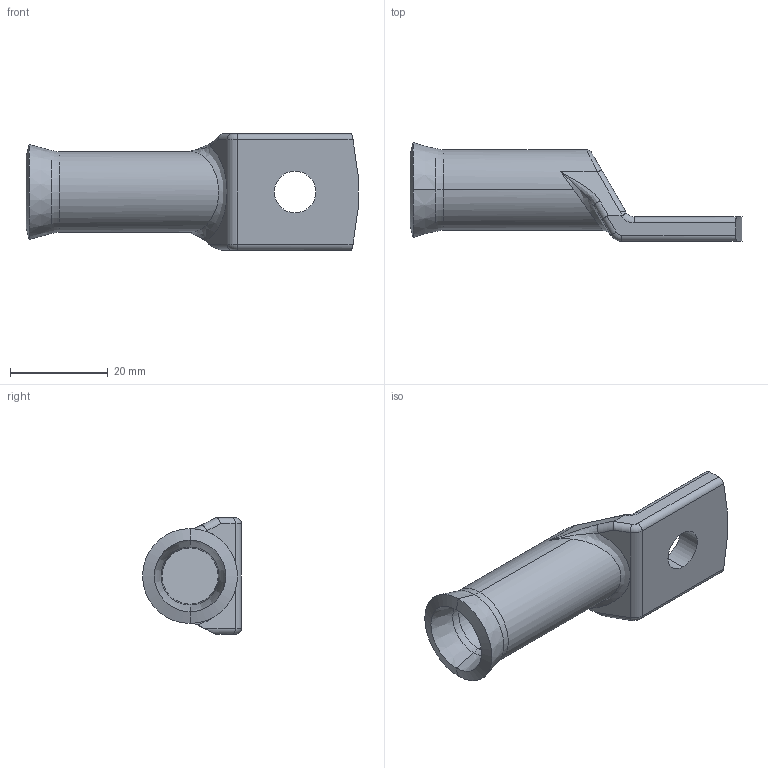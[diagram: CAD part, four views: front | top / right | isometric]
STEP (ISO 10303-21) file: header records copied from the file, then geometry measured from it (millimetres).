
FILE_DESCRIPTION (( 'STEP AP203' ), '1' );
FILE_NAME ('70 mm² DIN NORM BAKIR SKP M8.STEP', '2025-07-16T11:47:41', ( '' ), ( '' ), 'SwSTEP 2.0', 'SolidWorks 2023', '' );
FILE_SCHEMA (( 'CONFIG_CONTROL_DESIGN' ));
Length unit declared in the file: millimetre
Products named in the file (1): 70 mm² DIN NORM BAKIR SKP M8
Bounding box: 67.87 x 20.2 x 23.8 mm (x, y, z)
Volume: 8323.4 mm3; surface area: 5490.3 mm2
Topology: 1 solids, 1 shells, 48 faces, 114 edges, 67 vertices
Faces by surface type: cylinder 18, plane 10, torus 8, cone 6, bspline 6
Entity records: 1705 total; most frequent: CARTESIAN_POINT 594, ORIENTED_EDGE 226, DIRECTION 212, EDGE_CURVE 113, AXIS2_PLACEMENT_3D 85, VERTEX_POINT 67, EDGE_LOOP 50, FACE_OUTER_BOUND 48
